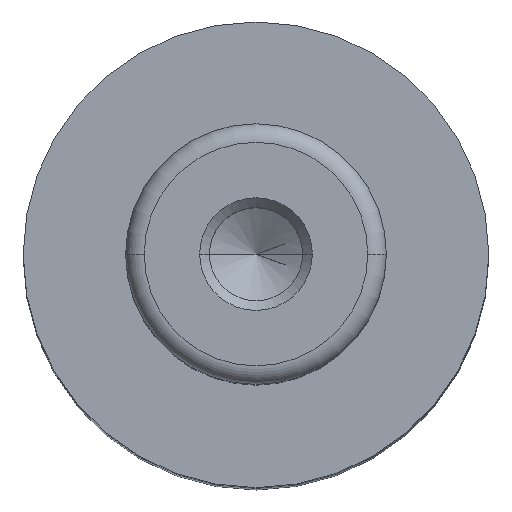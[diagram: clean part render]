
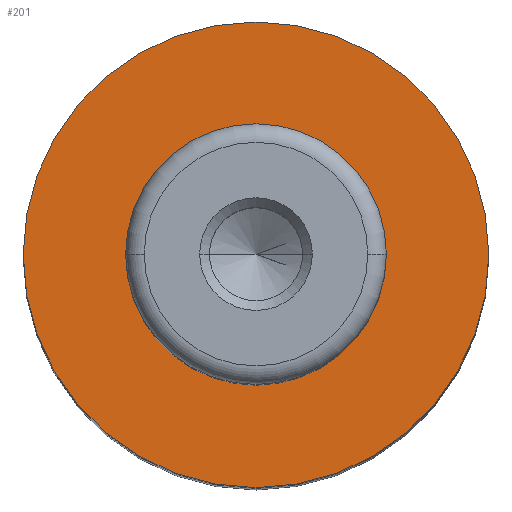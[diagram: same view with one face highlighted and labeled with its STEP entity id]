
A CAD part, top view. The second image highlights one B-rep face of the part: STEP entity #201.
In plain terms, the highlighted planar face has unit normal (0, 0, 1).
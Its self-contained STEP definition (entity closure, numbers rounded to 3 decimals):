
#3 = CARTESIAN_POINT ( 'NONE',  ( 0., 0., 73. ) ) ;
#21 = CIRCLE ( 'NONE', #396, 12.5 ) ;
#39 = CIRCLE ( 'NONE', #165, 7. ) ;
#58 = DIRECTION ( 'NONE',  ( -1., 0., 0. ) ) ;
#82 = AXIS2_PLACEMENT_3D ( 'NONE', #3, #416, #58 ) ;
#137 = CARTESIAN_POINT ( 'NONE',  ( 12.5, 0., 73. ) ) ;
#154 = ORIENTED_EDGE ( 'NONE', *, *, #593, .F. ) ;
#165 = AXIS2_PLACEMENT_3D ( 'NONE', #693, #345, #755 ) ;
#180 = DIRECTION ( 'NONE',  ( 0., 0., -1. ) ) ;
#186 = CARTESIAN_POINT ( 'NONE',  ( -7., 0., 73. ) ) ;
#201 = ADVANCED_FACE ( 'NONE', ( #319, #304 ), #348, .T. ) ;
#236 = CARTESIAN_POINT ( 'NONE',  ( 0., 0., 73. ) ) ;
#252 = AXIS2_PLACEMENT_3D ( 'NONE', #236, #635, #298 ) ;
#281 = CIRCLE ( 'NONE', #82, 7. ) ;
#298 = DIRECTION ( 'NONE',  ( -1., 0., 0. ) ) ;
#304 = FACE_OUTER_BOUND ( 'NONE', #537, .T. ) ;
#310 = ORIENTED_EDGE ( 'NONE', *, *, #540, .T. ) ;
#317 = ORIENTED_EDGE ( 'NONE', *, *, #546, .F. ) ;
#319 = FACE_BOUND ( 'NONE', #374, .T. ) ;
#322 = EDGE_CURVE ( 'NONE', #339, #452, #281, .T. ) ;
#336 = CARTESIAN_POINT ( 'NONE',  ( 7., 0., 73. ) ) ;
#339 = VERTEX_POINT ( 'NONE', #186 ) ;
#345 = DIRECTION ( 'NONE',  ( 0., 0., -1. ) ) ;
#348 = PLANE ( 'NONE',  #610 ) ;
#374 = EDGE_LOOP ( 'NONE', ( #657, #310 ) ) ;
#396 = AXIS2_PLACEMENT_3D ( 'NONE', #526, #180, #581 ) ;
#404 = CARTESIAN_POINT ( 'NONE',  ( -7., 0., 73. ) ) ;
#407 = DIRECTION ( 'NONE',  ( 1., 0., 0. ) ) ;
#416 = DIRECTION ( 'NONE',  ( 0., 0., -1. ) ) ;
#452 = VERTEX_POINT ( 'NONE', #336 ) ;
#478 = CIRCLE ( 'NONE', #252, 12.5 ) ;
#526 = CARTESIAN_POINT ( 'NONE',  ( 0., 0., 73. ) ) ;
#537 = EDGE_LOOP ( 'NONE', ( #317, #154 ) ) ;
#540 = EDGE_CURVE ( 'NONE', #452, #339, #39, .T. ) ;
#546 = EDGE_CURVE ( 'NONE', #729, #712, #478, .T. ) ;
#581 = DIRECTION ( 'NONE',  ( -1., 0., 0. ) ) ;
#593 = EDGE_CURVE ( 'NONE', #712, #729, #21, .T. ) ;
#607 = CARTESIAN_POINT ( 'NONE',  ( -12.5, 0., 73. ) ) ;
#610 = AXIS2_PLACEMENT_3D ( 'NONE', #404, #758, #407 ) ;
#635 = DIRECTION ( 'NONE',  ( 0., 0., -1. ) ) ;
#657 = ORIENTED_EDGE ( 'NONE', *, *, #322, .T. ) ;
#693 = CARTESIAN_POINT ( 'NONE',  ( 0., 0., 73. ) ) ;
#712 = VERTEX_POINT ( 'NONE', #137 ) ;
#729 = VERTEX_POINT ( 'NONE', #607 ) ;
#755 = DIRECTION ( 'NONE',  ( -1., 0., 0. ) ) ;
#758 = DIRECTION ( 'NONE',  ( 0., 0., 1. ) ) ;
